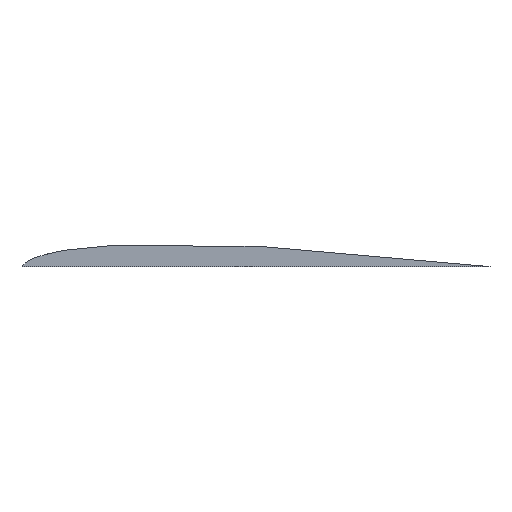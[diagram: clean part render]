
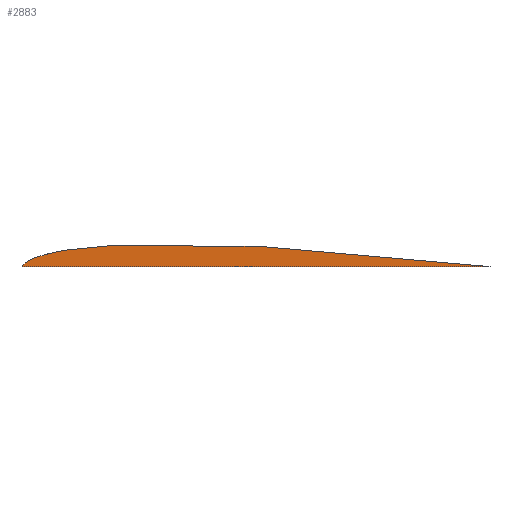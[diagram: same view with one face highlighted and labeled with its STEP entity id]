
A CAD part, front view. The second image highlights one B-rep face of the part: STEP entity #2883.
In plain terms, the highlighted free-form (B-spline) face has degree [1, 1] with [2, 2] control points.
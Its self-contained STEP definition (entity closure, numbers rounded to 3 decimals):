
#149 = VERTEX_POINT('',#150);
#150 = CARTESIAN_POINT('',(258.583,0.,
    0.));
#157 = EDGE_CURVE('',#149,#158,#160,.T.);
#158 = VERTEX_POINT('',#159);
#159 = CARTESIAN_POINT('',(0.,0.,0.));
#160 = B_SPLINE_CURVE_WITH_KNOTS('',1,(#161,#162),.UNSPECIFIED.,.F.,.F.,
  (2,2),(67.511,308.437),.PIECEWISE_BEZIER_KNOTS.);
#161 = CARTESIAN_POINT('',(258.583,0.,
    0.));
#162 = CARTESIAN_POINT('',(0.,0.,
    0.));
#374 = EDGE_CURVE('',#375,#158,#377,.T.);
#375 = VERTEX_POINT('',#376);
#376 = CARTESIAN_POINT('',(0.305,-0.006,
    0.75));
#377 = B_SPLINE_CURVE_WITH_KNOTS('',3,(#378,#379,#380,#381,#382,#383,
    #384,#385,#386,#387,#388,#389,#390,#391,#392,#393,#394,#395),
  .UNSPECIFIED.,.F.,.F.,(4,1,1,2,2,1,1,2,2,2,4),(0.,0.,
    0.,0.,0.,
    0.,0.,0.001,
    0.001,0.001,0.001),
  .UNSPECIFIED.);
#378 = CARTESIAN_POINT('',(0.305,-0.006,
    0.75));
#379 = CARTESIAN_POINT('',(0.281,-0.006,
    0.725));
#380 = CARTESIAN_POINT('',(0.235,-0.006,
    0.673));
#381 = CARTESIAN_POINT('',(0.174,-0.005,
    0.589));
#382 = CARTESIAN_POINT('',(0.139,-0.005,
    0.53));
#383 = CARTESIAN_POINT('',(0.115,-0.004,
    0.484));
#384 = CARTESIAN_POINT('',(0.107,-0.004,
    0.468));
#385 = CARTESIAN_POINT('',(0.093,-0.004,
    0.437));
#386 = CARTESIAN_POINT('',(0.072,-0.003,
    0.389));
#387 = CARTESIAN_POINT('',(0.043,-0.003,
    0.307));
#388 = CARTESIAN_POINT('',(0.027,-0.002,
    0.241));
#389 = CARTESIAN_POINT('',(0.017,-0.002,
    0.19));
#390 = CARTESIAN_POINT('',(0.014,-0.001,
    0.173));
#391 = CARTESIAN_POINT('',(0.009,-0.001,
    0.138));
#392 = CARTESIAN_POINT('',(0.007,-0.001,
    0.121));
#393 = CARTESIAN_POINT('',(0.002,-0.001,
    0.069));
#394 = CARTESIAN_POINT('',(0.,0.,
    0.034));
#395 = CARTESIAN_POINT('',(0.,0.,0.));
#2336 = EDGE_CURVE('',#375,#149,#2337,.T.);
#2337 = B_SPLINE_CURVE_WITH_KNOTS('',3,(#2338,#2339,#2340,#2341,#2342,
    #2343,#2344,#2345,#2346,#2347,#2348,#2349,#2350,#2351,#2352,#2353,
    #2354,#2355,#2356,#2357,#2358,#2359,#2360,#2361,#2362,#2363,#2364,
    #2365,#2366,#2367,#2368,#2369,#2370,#2371,#2372,#2373,#2374,#2375,
    #2376,#2377,#2378,#2379),.UNSPECIFIED.,.F.,.F.,(4,2,2,2,2,2,2,2,2,2,
    2,2,2,2,2,2,2,2,2,2,4),(0.001,0.003,
    0.004,0.005,0.007,
    0.009,0.011,0.012,
    0.016,0.024,0.032,
    0.039,0.047,0.062,
    0.078,0.093,0.124,0.154,
    0.185,0.216,0.246),.UNSPECIFIED.);
#2338 = CARTESIAN_POINT('',(0.305,-0.006,
    0.75));
#2339 = CARTESIAN_POINT('',(0.785,-0.011,
    1.241));
#2340 = CARTESIAN_POINT('',(1.31,-0.014,
    1.684));
#2341 = CARTESIAN_POINT('',(2.145,-0.02,
    2.296));
#2342 = CARTESIAN_POINT('',(2.431,-0.021,
    2.491));
#2343 = CARTESIAN_POINT('',(3.01,-0.024,
    2.864));
#2344 = CARTESIAN_POINT('',(3.303,-0.026,
    3.041));
#2345 = CARTESIAN_POINT('',(4.193,-0.03,
    3.553));
#2346 = CARTESIAN_POINT('',(4.8,-0.033,
    3.864));
#2347 = CARTESIAN_POINT('',(6.032,-0.038,
    4.445));
#2348 = CARTESIAN_POINT('',(6.657,-0.04,
    4.714));
#2349 = CARTESIAN_POINT('',(7.923,-0.045,
    5.22));
#2350 = CARTESIAN_POINT('',(8.564,-0.047,
    5.457));
#2351 = CARTESIAN_POINT('',(9.856,-0.05,
    5.905));
#2352 = CARTESIAN_POINT('',(10.509,-0.052,
    6.116));
#2353 = CARTESIAN_POINT('',(12.475,-0.057,
    6.714));
#2354 = CARTESIAN_POINT('',(13.792,-0.06,
    7.066));
#2355 = CARTESIAN_POINT('',(17.757,-0.069,
    8.029));
#2356 = CARTESIAN_POINT('',(20.419,-0.073,
    8.546));
#2357 = CARTESIAN_POINT('',(25.765,-0.081,
    9.434));
#2358 = CARTESIAN_POINT('',(28.448,-0.084,
    9.805));
#2359 = CARTESIAN_POINT('',(33.83,-0.089,
    10.446));
#2360 = CARTESIAN_POINT('',(36.529,-0.091,
    10.716));
#2361 = CARTESIAN_POINT('',(41.937,-0.095,
    11.182));
#2362 = CARTESIAN_POINT('',(44.646,-0.097,
    11.379));
#2363 = CARTESIAN_POINT('',(52.786,-0.101,
    11.878));
#2364 = CARTESIAN_POINT('',(58.214,-0.103,
    12.096));
#2365 = CARTESIAN_POINT('',(69.068,-0.106,
    12.379));
#2366 = CARTESIAN_POINT('',(74.495,-0.106,
    12.444));
#2367 = CARTESIAN_POINT('',(85.35,-0.106,
    12.459));
#2368 = CARTESIAN_POINT('',(90.777,-0.106,
    12.409));
#2369 = CARTESIAN_POINT('',(107.06,-0.103,
    12.123));
#2370 = CARTESIAN_POINT('',(117.918,-0.1,11.755
    ));
#2371 = CARTESIAN_POINT('',(139.619,-0.092,
    10.763));
#2372 = CARTESIAN_POINT('',(150.462,-0.087,
    10.139));
#2373 = CARTESIAN_POINT('',(172.134,-0.074,
    8.68));
#2374 = CARTESIAN_POINT('',(182.965,-0.067,
    7.843));
#2375 = CARTESIAN_POINT('',(204.609,-0.051,
    5.972));
#2376 = CARTESIAN_POINT('',(215.42,-0.042,
    4.935));
#2377 = CARTESIAN_POINT('',(237.02,-0.023,
    2.647));
#2378 = CARTESIAN_POINT('',(247.809,-0.012,
    1.396));
#2379 = CARTESIAN_POINT('',(258.583,0.,
    0.));
#2883 = ADVANCED_FACE('',(#2884),#2889,.F.);
#2884 = FACE_BOUND('',#2885,.T.);
#2885 = EDGE_LOOP('',(#2886,#2887,#2888));
#2886 = ORIENTED_EDGE('',*,*,#157,.F.);
#2887 = ORIENTED_EDGE('',*,*,#2336,.F.);
#2888 = ORIENTED_EDGE('',*,*,#374,.T.);
#2889 = B_SPLINE_SURFACE_WITH_KNOTS('',1,1,(
    (#2890,#2891)
    ,(#2892,#2893
    )),.UNSPECIFIED.,.F.,.F.,.F.,(2,2),(2,2),(511.759,
    523.367),(-308.437,-67.511),
  .PIECEWISE_BEZIER_KNOTS.);
#2890 = CARTESIAN_POINT('',(0.,0.,
    0.));
#2891 = CARTESIAN_POINT('',(258.583,0.,
    0.));
#2892 = CARTESIAN_POINT('',(0.,-0.106,
    12.459));
#2893 = CARTESIAN_POINT('',(258.583,-0.106,
    12.459));
